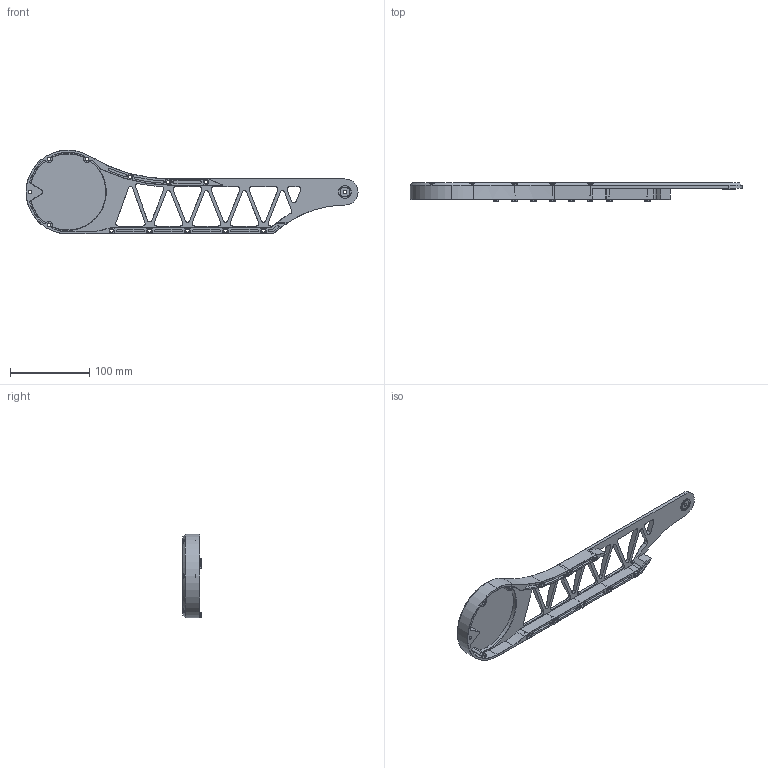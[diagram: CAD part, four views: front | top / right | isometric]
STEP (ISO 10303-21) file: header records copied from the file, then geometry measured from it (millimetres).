
FILE_DESCRIPTION (( 'STEP AP214' ), '1' );
FILE_NAME ('thigh(2) - 2.STEP', '2026-01-14T08:08:51', ( '' ), ( '' ), 'SwSTEP 2.0', 'SolidWorks 2023', '' );
FILE_SCHEMA (( 'AUTOMOTIVE_DESIGN' ));
Length unit declared in the file: millimetre
Products named in the file (1): thigh(2) - 2
Bounding box: 419.5 x 23 x 106 mm (x, y, z)
Volume: 128588.6 mm3; surface area: 83577.4 mm2
Topology: 1 solids, 1 shells, 610 faces, 1573 edges, 974 vertices
Faces by surface type: cylinder 233, plane 181, cone 123, torus 37, bspline 36
Entity records: 26355 total; most frequent: CARTESIAN_POINT 11443, ORIENTED_EDGE 3146, DIRECTION 3137, EDGE_CURVE 1573, AXIS2_PLACEMENT_3D 1200, VERTEX_POINT 974, VECTOR 737, LINE 737
